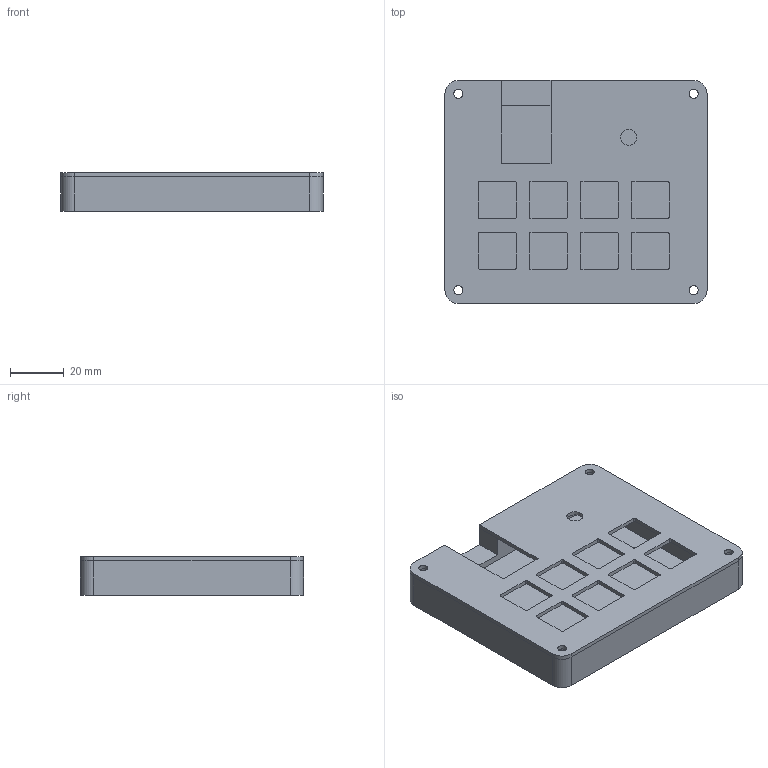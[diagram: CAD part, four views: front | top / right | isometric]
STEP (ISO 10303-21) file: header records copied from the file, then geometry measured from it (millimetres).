
FILE_DESCRIPTION(/* description */ (''),/* implementation_level */ '2;1');
FILE_NAME(/* name */ 'ab51a672-e1cb-4b09-ad65-1150a05a126c.stp',/* time_stamp */ '2025-12-27T15:59:49Z',/* author */ (''),/* organization */ (''),/* preprocessor_version */ 'ST-DEVELOPER v20.1',/* originating_system */ 'Autodesk Translation Framework v14.24.0.0',/* authorisation */ '');
FILE_SCHEMA (('AUTOMOTIVE_DESIGN { 1 0 10303 214 3 1 1 }'));
Length unit declared in the file: millimetre
Products named in the file (3): 2025-12-26-21-31-43-692; 2025-12-26-21-32-57-812; 2025-12-26-23-52-23-257
Assembly tree (2 placements, depth 2):
  2025-12-26-21-31-43-692
    2025-12-26-21-32-57-812
    2025-12-26-23-52-23-257
Bounding box: 98 x 83.4 x 14.5 mm (x, y, z)
Volume: 61971.8 mm3; surface area: 37565 mm2
Topology: 2 solids, 2 shells, 448 faces, 1242 edges, 828 vertices
Faces by surface type: plane 207, bspline 188, cylinder 53
Full cylindrical faces by diameter (mm): 3.4 x8, 6 x5
Entity records: 16145 total; most frequent: CARTESIAN_POINT 5719, ORIENTED_EDGE 2484, DIRECTION 1502, EDGE_CURVE 1242, VERTEX_POINT 828, LINE 760, VECTOR 760, EDGE_LOOP 512
